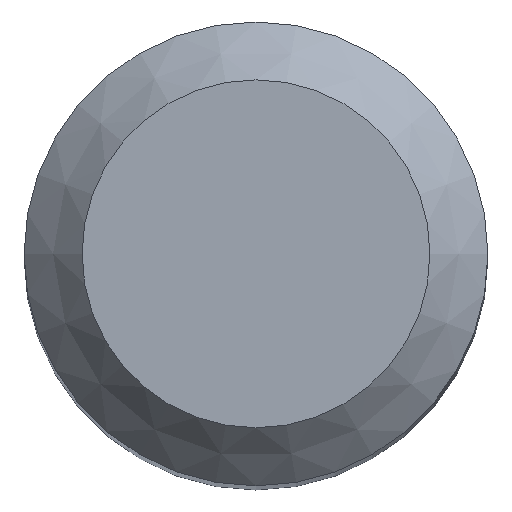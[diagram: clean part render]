
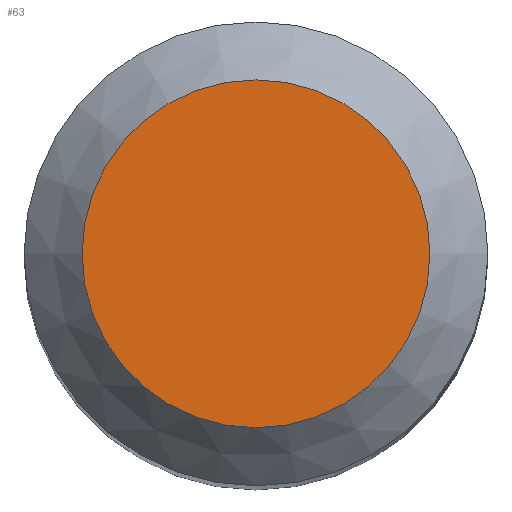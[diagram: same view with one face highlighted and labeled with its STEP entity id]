
A CAD part, top view. The second image highlights one B-rep face of the part: STEP entity #63.
In plain terms, the highlighted planar face has unit normal (0, 0, 1).
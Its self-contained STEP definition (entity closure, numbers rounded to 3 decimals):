
#46=PLANE('',#373);
#63=ADVANCED_FACE('',(#84),#46,.F.);
#84=FACE_OUTER_BOUND('',#104,.T.);
#104=EDGE_LOOP('',(#203));
#118=CIRCLE('',#366,4.5);
#203=ORIENTED_EDGE('',*,*,#287,.F.);
#249=VERTEX_POINT('',#593);
#287=EDGE_CURVE('',#249,#249,#118,.T.);
#366=AXIS2_PLACEMENT_3D('',#592,#428,#429);
#373=AXIS2_PLACEMENT_3D('',#663,#442,#443);
#428=DIRECTION('',(0.,0.,-1.));
#429=DIRECTION('',(-1.,0.,0.));
#442=DIRECTION('',(0.,0.,-1.));
#443=DIRECTION('',(1.,0.,0.));
#592=CARTESIAN_POINT('',(0.,0.,0.));
#593=CARTESIAN_POINT('',(-4.5,0.,0.));
#663=CARTESIAN_POINT('',(0.,2.659,0.));
